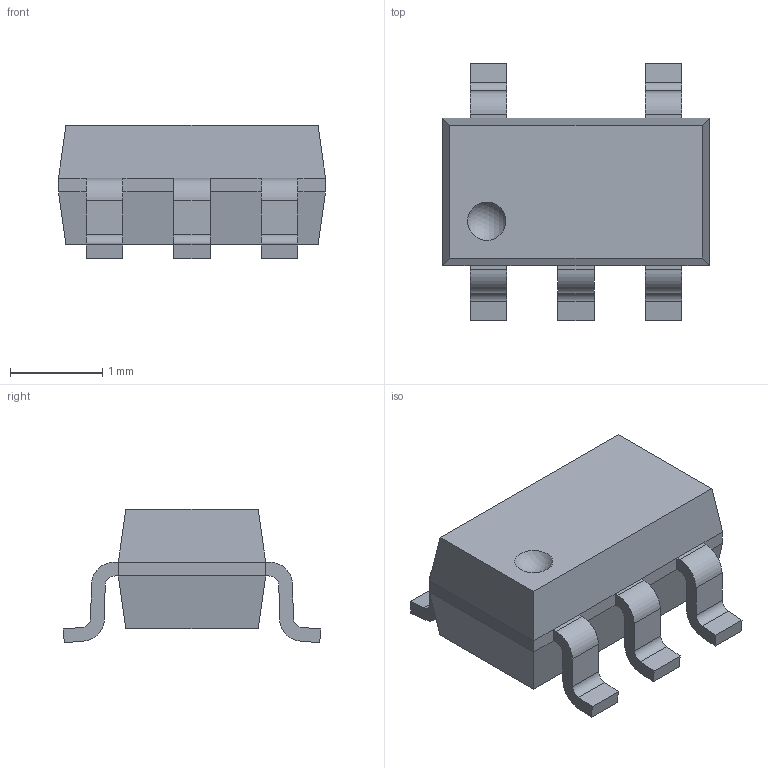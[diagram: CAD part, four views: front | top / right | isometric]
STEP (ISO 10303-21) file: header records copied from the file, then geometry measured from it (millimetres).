
FILE_DESCRIPTION(/* description */ ('Unknown'),/* implementation_level */ '2;1');
FILE_NAME(/* name */ 's_sot23-5',/* time_stamp */ '2019-08-20T21:47:13+02:00',/* author */ ('Unknown'),/* organization */ ('Unknown'),/* preprocessor_version */ 'ST-DEVELOPER v16.7',/* originating_system */ 'DEX',/* authorisation */ $);
FILE_SCHEMA (('AUTOMOTIVE_DESIGN {1 0 10303 214 3 1 1}'));
Length unit declared in the file: millimetre
Products named in the file (2): User Library-SOT23-5-2
Assembly tree (1 placements, depth 2):
  User Library-SOT23-5-2
    User Library-SOT23-5-2
Bounding box: 2.9 x 2.8 x 1.45 mm (x, y, z)
Volume: 6 mm3; surface area: 25.6 mm2
Topology: 1 solids, 1 shells, 85 faces, 219 edges, 137 vertices
Faces by surface type: plane 64, cylinder 20, sphere 1
Entity records: 3177 total; most frequent: CARTESIAN_POINT 443, ORIENTED_EDGE 438, DIRECTION 434, EDGE_CURVE 219, LINE 178, VECTOR 178, VERTEX_POINT 137, AXIS2_PLACEMENT_3D 128
